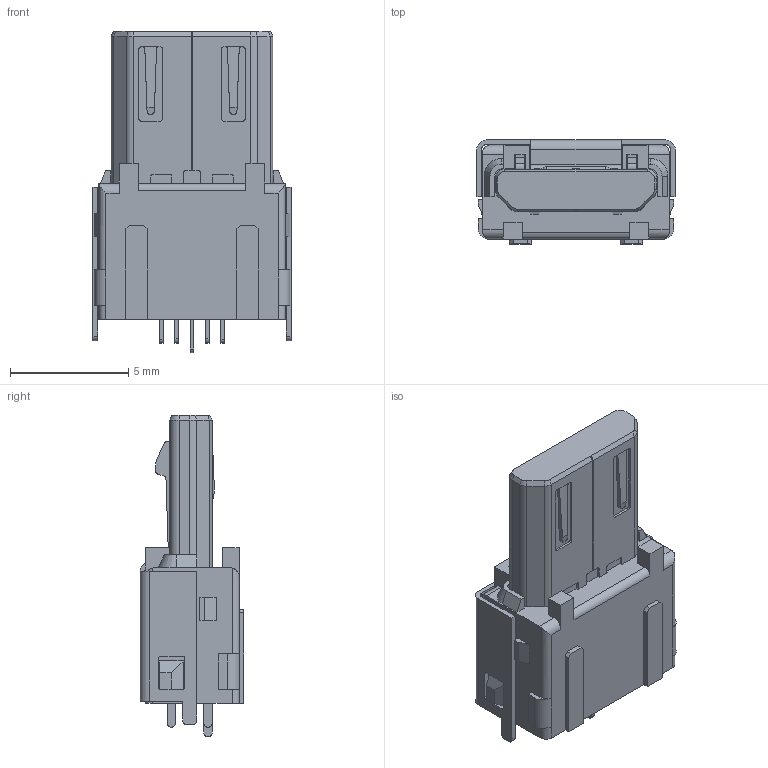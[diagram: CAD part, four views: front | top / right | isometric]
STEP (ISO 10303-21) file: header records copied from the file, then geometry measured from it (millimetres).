
FILE_DESCRIPTION(('FreeCAD Model'),'2;1');
FILE_NAME('ZX20-B-5S v3.step', '2021-07-02T21:57:08',('kicad StepUp'),('ksu MCAD'), 'Open CASCADE STEP processor 7.3','FreeCAD','Unknown');
FILE_SCHEMA(('AUTOMOTIVE_DESIGN { 1 0 10303 214 1 1 1 1 }'));
Length unit declared in the file: millimetre
Products named in the file (1): ZX20-B-5S_v3
Bounding box: 8.4 x 4.4 x 13.6 mm (x, y, z)
Volume: 270.5 mm3; surface area: 503.2 mm2
Topology: 1 solids, 1 shells, 354 faces, 987 edges, 642 vertices
Faces by surface type: plane 224, cylinder 110, cone 8, torus 6, sphere 4, bspline 2
Entity records: 13826 total; most frequent: CARTESIAN_POINT 2044, ORIENTED_EDGE 1966, DIRECTION 1929, EDGE_CURVE 983, LINE 735, VECTOR 735, VERTEX_POINT 642, AXIS2_PLACEMENT_3D 597
